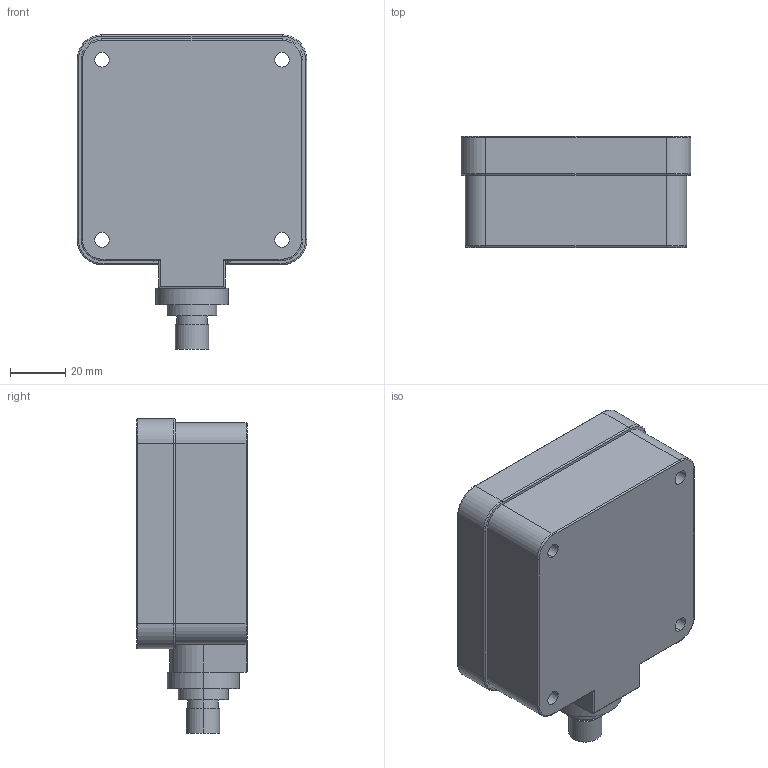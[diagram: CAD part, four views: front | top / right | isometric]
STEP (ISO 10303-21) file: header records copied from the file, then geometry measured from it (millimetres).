
FILE_DESCRIPTION((''),'2;1');
FILE_NAME('FP_D000178A','2006-01-03T',('Pepperl+Fuchs'),('Industriehansa'),'PRO/ENGINEER BY PARAMETRIC TECHNOLOGY CORPORATION, 2005290','PRO/ENGINEER BY PARAMETRIC TECHNOLOGY CORPORATION, 2005290','');
FILE_SCHEMA(('AUTOMOTIVE_DESIGN_CC2 { 1 2 10303 214 -1 1 5 2 }'));
Length unit declared in the file: millimetre
Products named in the file (1): FP_D000178A
Bounding box: 83 x 40 x 113.5 mm (x, y, z)
Volume: 264765.8 mm3; surface area: 31688.6 mm2
Topology: 1 solids, 1 shells, 99 faces, 247 edges, 172 vertices
Faces by surface type: cylinder 57, plane 26, torus 16
Entity records: 3860 total; most frequent: DIRECTION 563, CARTESIAN_POINT 527, ORIENTED_EDGE 464, PRESENTATION_STYLE_ASSIGNMENT 255, STYLED_ITEM 249, CURVE_STYLE 248, EDGE_CURVE 232, AXIS2_PLACEMENT_3D 222
